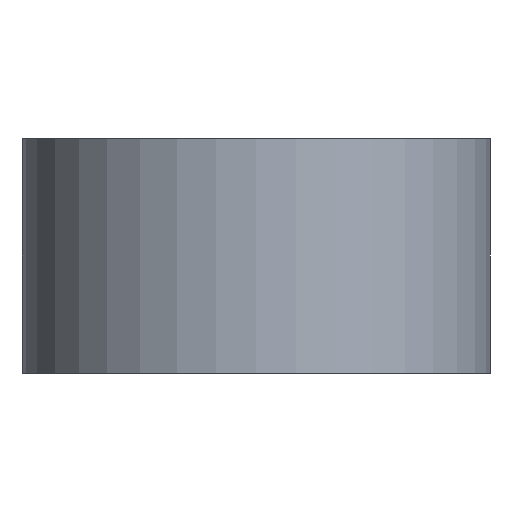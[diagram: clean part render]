
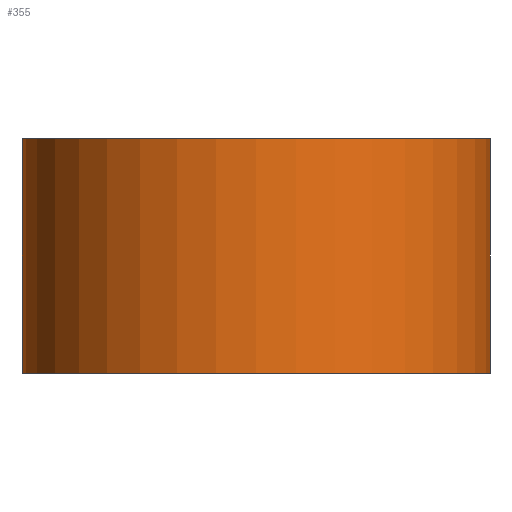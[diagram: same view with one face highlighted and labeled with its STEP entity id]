
A CAD part, front view. The second image highlights one B-rep face of the part: STEP entity #355.
In plain terms, the highlighted cylindrical face has radius 5 mm (diameter 10 mm), a partial arc.
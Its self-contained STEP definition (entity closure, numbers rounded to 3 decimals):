
#98 = VERTEX_POINT('',#99);
#99 = CARTESIAN_POINT('',(2.656,-15.464,0.));
#106 = EDGE_CURVE('',#107,#98,#109,.T.);
#107 = VERTEX_POINT('',#108);
#108 = CARTESIAN_POINT('',(-2.656,-15.464,0.));
#109 = CIRCLE('',#110,5.);
#110 = AXIS2_PLACEMENT_3D('',#111,#112,#113);
#111 = CARTESIAN_POINT('',(0.,-19.7,0.));
#112 = DIRECTION('',(0.,0.,1.));
#113 = DIRECTION('',(1.,0.,0.));
#153 = EDGE_CURVE('',#107,#154,#156,.T.);
#154 = VERTEX_POINT('',#155);
#155 = CARTESIAN_POINT('',(-2.656,-15.464,5.));
#156 = LINE('',#157,#158);
#157 = CARTESIAN_POINT('',(-2.656,-15.464,0.));
#158 = VECTOR('',#159,1.);
#159 = DIRECTION('',(0.,0.,1.));
#231 = VERTEX_POINT('',#232);
#232 = CARTESIAN_POINT('',(2.656,-15.464,5.));
#239 = EDGE_CURVE('',#154,#231,#240,.T.);
#240 = CIRCLE('',#241,5.);
#241 = AXIS2_PLACEMENT_3D('',#242,#243,#244);
#242 = CARTESIAN_POINT('',(0.,-19.7,5.));
#243 = DIRECTION('',(0.,0.,1.));
#244 = DIRECTION('',(1.,0.,0.));
#355 = ADVANCED_FACE('',(#356),#367,.T.);
#356 = FACE_BOUND('',#357,.F.);
#357 = EDGE_LOOP('',(#358,#359,#360,#361));
#358 = ORIENTED_EDGE('',*,*,#106,.F.);
#359 = ORIENTED_EDGE('',*,*,#153,.T.);
#360 = ORIENTED_EDGE('',*,*,#239,.T.);
#361 = ORIENTED_EDGE('',*,*,#362,.F.);
#362 = EDGE_CURVE('',#98,#231,#363,.T.);
#363 = LINE('',#364,#365);
#364 = CARTESIAN_POINT('',(2.656,-15.464,0.));
#365 = VECTOR('',#366,1.);
#366 = DIRECTION('',(0.,0.,1.));
#367 = CYLINDRICAL_SURFACE('',#368,5.);
#368 = AXIS2_PLACEMENT_3D('',#369,#370,#371);
#369 = CARTESIAN_POINT('',(0.,-19.7,0.));
#370 = DIRECTION('',(-0.,-0.,-1.));
#371 = DIRECTION('',(1.,0.,0.));
